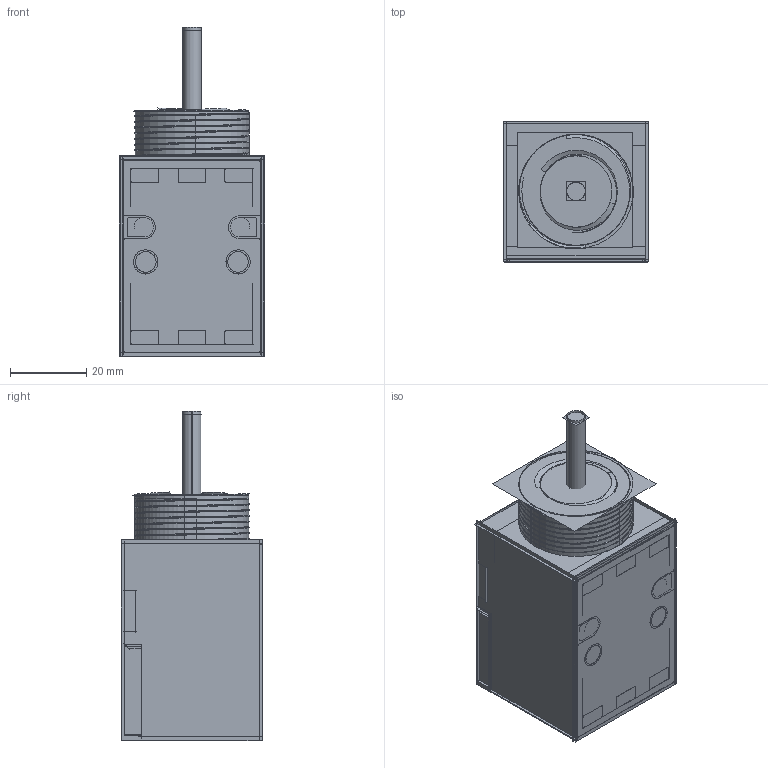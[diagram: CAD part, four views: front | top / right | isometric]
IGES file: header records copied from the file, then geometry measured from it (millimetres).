
Start section:  PTC IGES file: 214766.igs
Global section: file name: 214766.igs; native system: Creo Parametric by PTC Inc.; preprocessor: 2018300; author: pdmadmin; organization: Unknown; date: 20191023.112155; units: millimetre
Bounding box: 38.17 x 37.11 x 86.57 mm (x, y, z)
Volume: 20806.9 mm3; surface area: 172346.8 mm2
Topology: 10 solids, 12 shells, 1038 faces, 5462 edges, 6942 vertices
Faces by surface type: revolution 564, bspline 474
